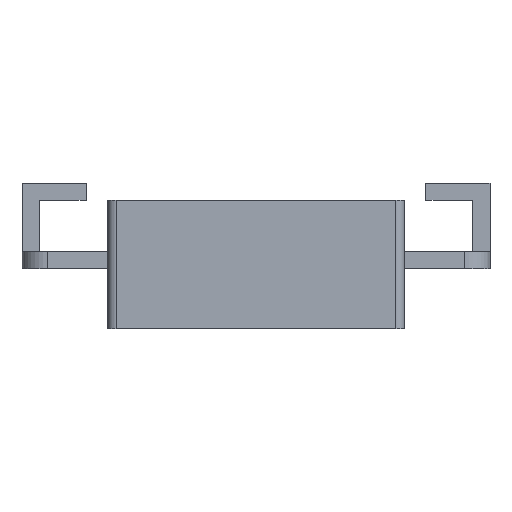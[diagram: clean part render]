
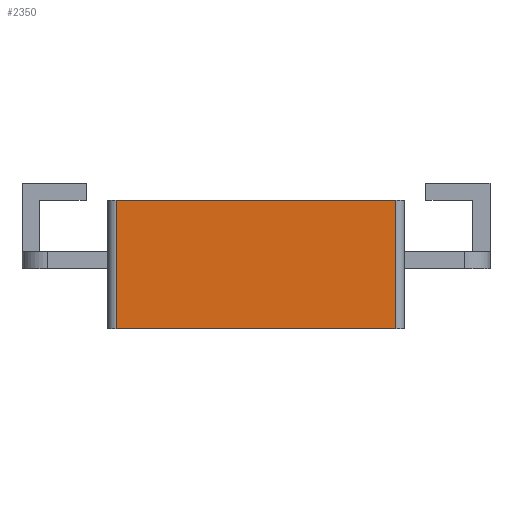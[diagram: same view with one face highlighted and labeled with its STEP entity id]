
A CAD part, left-side view. The second image highlights one B-rep face of the part: STEP entity #2350.
In plain terms, the highlighted planar face has unit normal (-1, 0, 0).
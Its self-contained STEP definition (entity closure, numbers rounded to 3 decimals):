
#346 = PLANE('',#347);
#347 = AXIS2_PLACEMENT_3D('',#348,#349,#350);
#348 = CARTESIAN_POINT('',(0.,0.,0.));
#349 = DIRECTION('',(0.,0.,1.));
#350 = DIRECTION('',(1.,0.,0.));
#374 = CYLINDRICAL_SURFACE('',#375,1.);
#375 = AXIS2_PLACEMENT_3D('',#376,#377,#378);
#376 = CARTESIAN_POINT('',(1.,33.5,0.));
#377 = DIRECTION('',(0.,0.,1.));
#378 = DIRECTION('',(-1.,0.,0.));
#402 = PLANE('',#403);
#403 = AXIS2_PLACEMENT_3D('',#404,#405,#406);
#404 = CARTESIAN_POINT('',(0.,0.,15.));
#405 = DIRECTION('',(0.,0.,1.));
#406 = DIRECTION('',(1.,0.,0.));
#940 = EDGE_CURVE('',#941,#943,#945,.T.);
#941 = VERTEX_POINT('',#942);
#942 = CARTESIAN_POINT('',(0.,1.,0.));
#943 = VERTEX_POINT('',#944);
#944 = CARTESIAN_POINT('',(0.,33.5,0.));
#945 = SURFACE_CURVE('',#946,(#950,#957),.PCURVE_S1.);
#946 = LINE('',#947,#948);
#947 = CARTESIAN_POINT('',(0.,0.,0.));
#948 = VECTOR('',#949,1.);
#949 = DIRECTION('',(0.,1.,0.));
#950 = PCURVE('',#346,#951);
#951 = DEFINITIONAL_REPRESENTATION('',(#952),#956);
#952 = LINE('',#953,#954);
#953 = CARTESIAN_POINT('',(0.,0.));
#954 = VECTOR('',#955,1.);
#955 = DIRECTION('',(0.,1.));
#956 = ( GEOMETRIC_REPRESENTATION_CONTEXT(2) 
PARAMETRIC_REPRESENTATION_CONTEXT() REPRESENTATION_CONTEXT('2D SPACE',''
  ) );
#957 = PCURVE('',#958,#963);
#958 = PLANE('',#959);
#959 = AXIS2_PLACEMENT_3D('',#960,#961,#962);
#960 = CARTESIAN_POINT('',(0.,0.,0.));
#961 = DIRECTION('',(1.,0.,0.));
#962 = DIRECTION('',(0.,0.,1.));
#963 = DEFINITIONAL_REPRESENTATION('',(#964),#968);
#964 = LINE('',#965,#966);
#965 = CARTESIAN_POINT('',(0.,0.));
#966 = VECTOR('',#967,1.);
#967 = DIRECTION('',(0.,-1.));
#968 = ( GEOMETRIC_REPRESENTATION_CONTEXT(2) 
PARAMETRIC_REPRESENTATION_CONTEXT() REPRESENTATION_CONTEXT('2D SPACE',''
  ) );
#987 = CYLINDRICAL_SURFACE('',#988,1.);
#988 = AXIS2_PLACEMENT_3D('',#989,#990,#991);
#989 = CARTESIAN_POINT('',(1.,1.,0.));
#990 = DIRECTION('',(0.,0.,1.));
#991 = DIRECTION('',(-1.,0.,0.));
#1308 = EDGE_CURVE('',#1309,#1311,#1313,.T.);
#1309 = VERTEX_POINT('',#1310);
#1310 = CARTESIAN_POINT('',(0.,1.,15.));
#1311 = VERTEX_POINT('',#1312);
#1312 = CARTESIAN_POINT('',(0.,33.5,15.));
#1313 = SURFACE_CURVE('',#1314,(#1318,#1325),.PCURVE_S1.);
#1314 = LINE('',#1315,#1316);
#1315 = CARTESIAN_POINT('',(0.,0.,15.));
#1316 = VECTOR('',#1317,1.);
#1317 = DIRECTION('',(0.,1.,0.));
#1318 = PCURVE('',#402,#1319);
#1319 = DEFINITIONAL_REPRESENTATION('',(#1320),#1324);
#1320 = LINE('',#1321,#1322);
#1321 = CARTESIAN_POINT('',(0.,0.));
#1322 = VECTOR('',#1323,1.);
#1323 = DIRECTION('',(0.,1.));
#1324 = ( GEOMETRIC_REPRESENTATION_CONTEXT(2) 
PARAMETRIC_REPRESENTATION_CONTEXT() REPRESENTATION_CONTEXT('2D SPACE',''
  ) );
#1325 = PCURVE('',#958,#1326);
#1326 = DEFINITIONAL_REPRESENTATION('',(#1327),#1331);
#1327 = LINE('',#1328,#1329);
#1328 = CARTESIAN_POINT('',(15.,0.));
#1329 = VECTOR('',#1330,1.);
#1330 = DIRECTION('',(0.,-1.));
#1331 = ( GEOMETRIC_REPRESENTATION_CONTEXT(2) 
PARAMETRIC_REPRESENTATION_CONTEXT() REPRESENTATION_CONTEXT('2D SPACE',''
  ) );
#2024 = EDGE_CURVE('',#943,#1311,#2025,.T.);
#2025 = SURFACE_CURVE('',#2026,(#2030,#2037),.PCURVE_S1.);
#2026 = LINE('',#2027,#2028);
#2027 = CARTESIAN_POINT('',(0.,33.5,0.));
#2028 = VECTOR('',#2029,1.);
#2029 = DIRECTION('',(0.,0.,1.));
#2030 = PCURVE('',#374,#2031);
#2031 = DEFINITIONAL_REPRESENTATION('',(#2032),#2036);
#2032 = LINE('',#2033,#2034);
#2033 = CARTESIAN_POINT('',(0.,0.));
#2034 = VECTOR('',#2035,1.);
#2035 = DIRECTION('',(0.,1.));
#2036 = ( GEOMETRIC_REPRESENTATION_CONTEXT(2) 
PARAMETRIC_REPRESENTATION_CONTEXT() REPRESENTATION_CONTEXT('2D SPACE',''
  ) );
#2037 = PCURVE('',#958,#2038);
#2038 = DEFINITIONAL_REPRESENTATION('',(#2039),#2043);
#2039 = LINE('',#2040,#2041);
#2040 = CARTESIAN_POINT('',(0.,-33.5));
#2041 = VECTOR('',#2042,1.);
#2042 = DIRECTION('',(1.,0.));
#2043 = ( GEOMETRIC_REPRESENTATION_CONTEXT(2) 
PARAMETRIC_REPRESENTATION_CONTEXT() REPRESENTATION_CONTEXT('2D SPACE',''
  ) );
#2350 = ADVANCED_FACE('',(#2351),#958,.F.);
#2351 = FACE_BOUND('',#2352,.F.);
#2352 = EDGE_LOOP('',(#2353,#2354,#2375,#2376));
#2353 = ORIENTED_EDGE('',*,*,#1308,.F.);
#2354 = ORIENTED_EDGE('',*,*,#2355,.F.);
#2355 = EDGE_CURVE('',#941,#1309,#2356,.T.);
#2356 = SURFACE_CURVE('',#2357,(#2361,#2368),.PCURVE_S1.);
#2357 = LINE('',#2358,#2359);
#2358 = CARTESIAN_POINT('',(0.,1.,0.));
#2359 = VECTOR('',#2360,1.);
#2360 = DIRECTION('',(0.,0.,1.));
#2361 = PCURVE('',#958,#2362);
#2362 = DEFINITIONAL_REPRESENTATION('',(#2363),#2367);
#2363 = LINE('',#2364,#2365);
#2364 = CARTESIAN_POINT('',(0.,-1.));
#2365 = VECTOR('',#2366,1.);
#2366 = DIRECTION('',(1.,0.));
#2367 = ( GEOMETRIC_REPRESENTATION_CONTEXT(2) 
PARAMETRIC_REPRESENTATION_CONTEXT() REPRESENTATION_CONTEXT('2D SPACE',''
  ) );
#2368 = PCURVE('',#987,#2369);
#2369 = DEFINITIONAL_REPRESENTATION('',(#2370),#2374);
#2370 = LINE('',#2371,#2372);
#2371 = CARTESIAN_POINT('',(0.,0.));
#2372 = VECTOR('',#2373,1.);
#2373 = DIRECTION('',(0.,1.));
#2374 = ( GEOMETRIC_REPRESENTATION_CONTEXT(2) 
PARAMETRIC_REPRESENTATION_CONTEXT() REPRESENTATION_CONTEXT('2D SPACE',''
  ) );
#2375 = ORIENTED_EDGE('',*,*,#940,.T.);
#2376 = ORIENTED_EDGE('',*,*,#2024,.T.);
